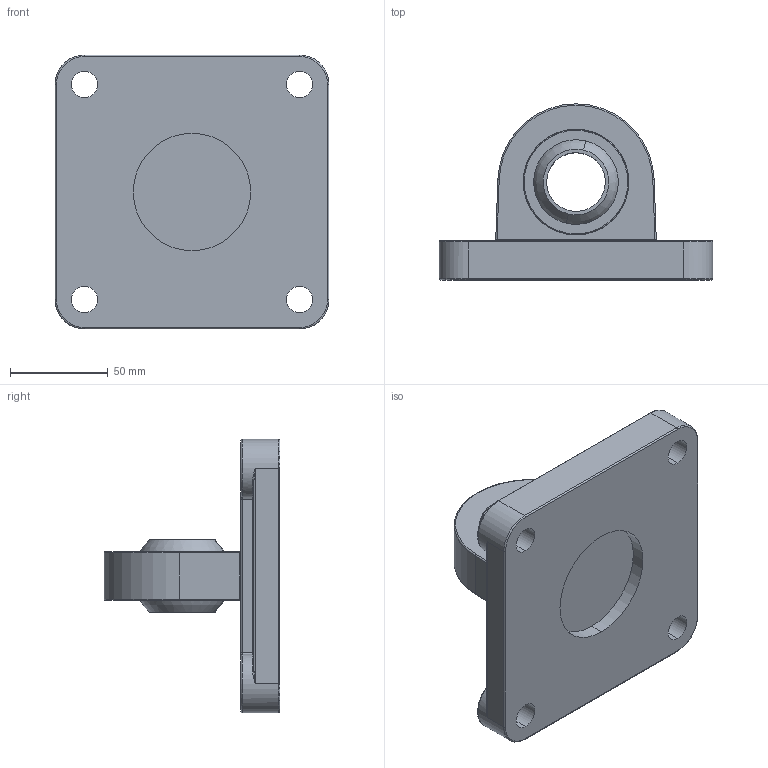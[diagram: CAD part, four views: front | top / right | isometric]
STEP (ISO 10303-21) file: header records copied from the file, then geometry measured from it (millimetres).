
FILE_DESCRIPTION (( 'STEP AP214' ), '1' );
FILE_NAME ('RD000036.STEP', '2018-09-10T07:59:55', ( '' ), ( '' ), 'SwSTEP 2.0', 'SolidWorks 2018', '' );
FILE_SCHEMA (( 'AUTOMOTIVE_DESIGN' ));
Length unit declared in the file: millimetre
Products named in the file (1): RD000036
Bounding box: 140 x 90 x 140 mm (x, y, z)
Volume: 444514.7 mm3; surface area: 84998.5 mm2
Topology: 3 solids, 3 shells, 118 faces, 266 edges, 156 vertices
Faces by surface type: cylinder 53, plane 23, torus 22, sphere 12, bspline 8
Entity records: 5079 total; most frequent: CARTESIAN_POINT 1024, DIRECTION 632, ORIENTED_EDGE 524, AXIS2_PLACEMENT_3D 275, EDGE_CURVE 262, CIRCLE 164, VERTEX_POINT 156, EDGE_LOOP 138
